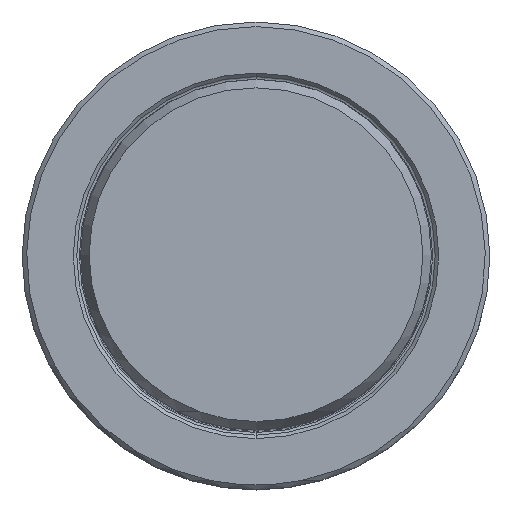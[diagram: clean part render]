
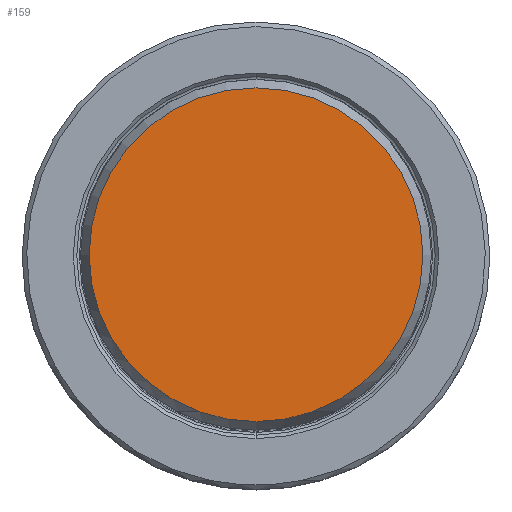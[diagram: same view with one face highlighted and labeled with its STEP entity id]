
A CAD part, top view. The second image highlights one B-rep face of the part: STEP entity #159.
In plain terms, the highlighted planar face has unit normal (0, 0, 1).
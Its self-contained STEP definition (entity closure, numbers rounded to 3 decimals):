
#35=PLANE('',#1272);
#159=ADVANCED_FACE('',(#241),#35,.F.);
#241=FACE_OUTER_BOUND('',#307,.T.);
#307=EDGE_LOOP('',(#574,#575,#576));
#574=ORIENTED_EDGE('',*,*,#803,.F.);
#575=ORIENTED_EDGE('',*,*,#800,.F.);
#576=ORIENTED_EDGE('',*,*,#799,.F.);
#663=VERTEX_POINT('',#2388);
#664=VERTEX_POINT('',#2389);
#665=VERTEX_POINT('',#2391);
#799=EDGE_CURVE('',#663,#664,#939,.T.);
#800=EDGE_CURVE('',#664,#665,#940,.T.);
#803=EDGE_CURVE('',#665,#663,#941,.T.);
#939=CIRCLE('',#1267,18.122);
#940=CIRCLE('',#1268,18.122);
#941=CIRCLE('',#1270,18.122);
#1267=AXIS2_PLACEMENT_3D('',#2387,#1601,#1602);
#1268=AXIS2_PLACEMENT_3D('',#2390,#1603,#1604);
#1270=AXIS2_PLACEMENT_3D('',#2405,#1607,#1608);
#1272=AXIS2_PLACEMENT_3D('',#2407,#1611,#1612);
#1601=DIRECTION('',(0.,0.,-1.));
#1602=DIRECTION('',(-0.339,-0.941,0.));
#1603=DIRECTION('',(0.,0.,-1.));
#1604=DIRECTION('',(0.,1.,0.));
#1607=DIRECTION('',(0.,0.,-1.));
#1608=DIRECTION('',(0.339,-0.941,0.));
#1611=DIRECTION('',(0.,0.,-1.));
#1612=DIRECTION('',(-1.,0.,0.));
#2387=CARTESIAN_POINT('',(0.,0.,69.85));
#2388=CARTESIAN_POINT('',(-6.141,-17.05,69.85));
#2389=CARTESIAN_POINT('',(0.,18.122,69.85));
#2390=CARTESIAN_POINT('',(0.,0.,69.85));
#2391=CARTESIAN_POINT('',(6.141,-17.05,69.85));
#2405=CARTESIAN_POINT('',(0.,0.,69.85));
#2407=CARTESIAN_POINT('',(0.,0.,69.85));
